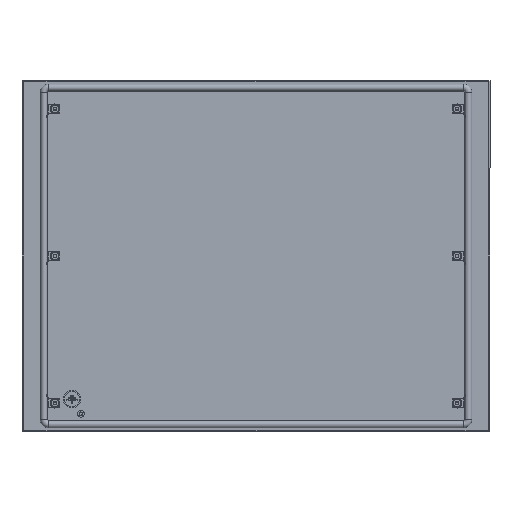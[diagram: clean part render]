
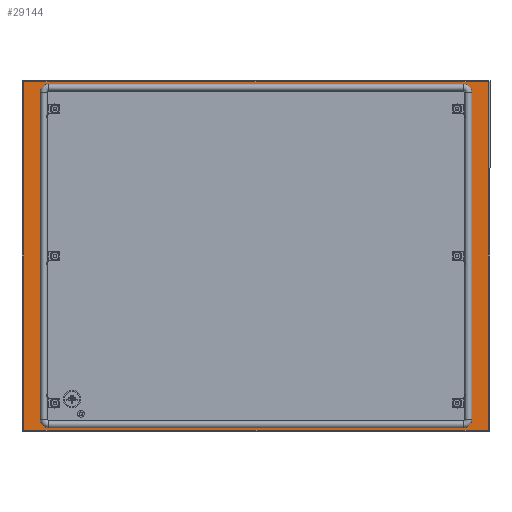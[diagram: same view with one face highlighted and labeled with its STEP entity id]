
A CAD part, left-side view. The second image highlights one B-rep face of the part: STEP entity #29144.
In plain terms, the highlighted planar face has unit normal (-1, 0, 0).
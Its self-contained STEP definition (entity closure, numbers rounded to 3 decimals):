
#125 = ORIENTED_EDGE ( 'NONE', *, *, #11204, .T. ) ;
#536 = EDGE_CURVE ( 'NONE', #2234, #4616, #14205, .T. ) ;
#1189 = ORIENTED_EDGE ( 'NONE', *, *, #7865, .T. ) ;
#1777 = LINE ( 'NONE', #12675, #24098 ) ;
#1910 = VECTOR ( 'NONE', #5344, 1000. ) ;
#2223 = CARTESIAN_POINT ( 'NONE',  ( -2., 352.5, 292. ) ) ;
#2234 = VERTEX_POINT ( 'NONE', #20671 ) ;
#2247 = EDGE_CURVE ( 'NONE', #27936, #6551, #12536, .T. ) ;
#2474 = DIRECTION ( 'NONE',  ( -1., 0., 0. ) ) ;
#2645 = CARTESIAN_POINT ( 'NONE',  ( -2., 0., 296. ) ) ;
#2807 = DIRECTION ( 'NONE',  ( 1., 0., 0. ) ) ;
#3277 = CARTESIAN_POINT ( 'NONE',  ( -2., -352.5, 278. ) ) ;
#3411 = CARTESIAN_POINT ( 'NONE',  ( -2., 0., 0. ) ) ;
#3932 = ORIENTED_EDGE ( 'NONE', *, *, #18625, .T. ) ;
#4315 = EDGE_CURVE ( 'NONE', #13299, #28807, #27565, .T. ) ;
#4599 = VERTEX_POINT ( 'NONE', #27632 ) ;
#4616 = VERTEX_POINT ( 'NONE', #20876 ) ;
#5206 = DIRECTION ( 'NONE',  ( -1., 0., 0. ) ) ;
#5336 = EDGE_CURVE ( 'NONE', #4599, #10739, #22939, .T. ) ;
#5344 = DIRECTION ( 'NONE',  ( 0., 1., 0. ) ) ;
#5709 = CARTESIAN_POINT ( 'NONE',  ( -2., -395.5, 296. ) ) ;
#5771 = VECTOR ( 'NONE', #8691, 1000. ) ;
#6250 = DIRECTION ( 'NONE',  ( 0., 0., -1. ) ) ;
#6353 = DIRECTION ( 'NONE',  ( 0., 1., 0. ) ) ;
#6525 = CIRCLE ( 'NONE', #29142, 14. ) ;
#6551 = VERTEX_POINT ( 'NONE', #2223 ) ;
#6753 = CARTESIAN_POINT ( 'NONE',  ( -2., 352.5, 278. ) ) ;
#6776 = CARTESIAN_POINT ( 'NONE',  ( -2., 0., -296. ) ) ;
#6823 = ORIENTED_EDGE ( 'NONE', *, *, #11253, .T. ) ;
#7080 = AXIS2_PLACEMENT_3D ( 'NONE', #6753, #2474, #25029 ) ;
#7865 = EDGE_CURVE ( 'NONE', #4616, #21420, #6525, .T. ) ;
#8268 = VERTEX_POINT ( 'NONE', #12431 ) ;
#8691 = DIRECTION ( 'NONE',  ( 0., -1., 0. ) ) ;
#8828 = LINE ( 'NONE', #6776, #5771 ) ;
#9170 = CARTESIAN_POINT ( 'NONE',  ( -2., -352.5, 292. ) ) ;
#9595 = PLANE ( 'NONE',  #20811 ) ;
#9599 = VERTEX_POINT ( 'NONE', #26622 ) ;
#10168 = DIRECTION ( 'NONE',  ( 0., 0., 1. ) ) ;
#10366 = LINE ( 'NONE', #19375, #14656 ) ;
#10435 = DIRECTION ( 'NONE',  ( 1., 0., 0. ) ) ;
#10468 = EDGE_CURVE ( 'NONE', #6551, #12899, #21205, .T. ) ;
#10739 = VERTEX_POINT ( 'NONE', #22354 ) ;
#11204 = EDGE_CURVE ( 'NONE', #28807, #8268, #10366, .T. ) ;
#11253 = EDGE_CURVE ( 'NONE', #21420, #4599, #1777, .T. ) ;
#11799 = DIRECTION ( 'NONE',  ( 0., 1., 0. ) ) ;
#12296 = VECTOR ( 'NONE', #26954, 1000. ) ;
#12431 = CARTESIAN_POINT ( 'NONE',  ( -2., 395.5, -296. ) ) ;
#12512 = ORIENTED_EDGE ( 'NONE', *, *, #2247, .F. ) ;
#12536 = LINE ( 'NONE', #16973, #1910 ) ;
#12675 = CARTESIAN_POINT ( 'NONE',  ( -2., -352.5, -292. ) ) ;
#12899 = VERTEX_POINT ( 'NONE', #26375 ) ;
#13299 = VERTEX_POINT ( 'NONE', #5709 ) ;
#13769 = CARTESIAN_POINT ( 'NONE',  ( -2., -366.5, 0. ) ) ;
#14205 = LINE ( 'NONE', #13769, #20818 ) ;
#14318 = EDGE_LOOP ( 'NONE', ( #17062, #26479, #1189, #6823, #27447, #21693, #24356, #12512 ) ) ;
#14656 = VECTOR ( 'NONE', #6250, 1000. ) ;
#15789 = EDGE_CURVE ( 'NONE', #8268, #9599, #8828, .T. ) ;
#16254 = EDGE_LOOP ( 'NONE', ( #3932, #28996, #125, #22990 ) ) ;
#16278 = DIRECTION ( 'NONE',  ( 0., 0., -1. ) ) ;
#16973 = CARTESIAN_POINT ( 'NONE',  ( -2., -352.5, 292. ) ) ;
#17062 = ORIENTED_EDGE ( 'NONE', *, *, #27581, .F. ) ;
#18143 = DIRECTION ( 'NONE',  ( 0., 1., 0. ) ) ;
#18625 = EDGE_CURVE ( 'NONE', #9599, #13299, #22080, .T. ) ;
#19375 = CARTESIAN_POINT ( 'NONE',  ( -2., 395.5, 0. ) ) ;
#19449 = DIRECTION ( 'NONE',  ( 0., -1., 0. ) ) ;
#20023 = CARTESIAN_POINT ( 'NONE',  ( -2., -395.5, 0. ) ) ;
#20211 = CARTESIAN_POINT ( 'NONE',  ( -2., 352.5, -278. ) ) ;
#20671 = CARTESIAN_POINT ( 'NONE',  ( -2., -366.5, 278. ) ) ;
#20811 = AXIS2_PLACEMENT_3D ( 'NONE', #3411, #2807, #11799 ) ;
#20818 = VECTOR ( 'NONE', #16278, 1000. ) ;
#20876 = CARTESIAN_POINT ( 'NONE',  ( -2., -366.5, -278. ) ) ;
#21205 = CIRCLE ( 'NONE', #7080, 14. ) ;
#21400 = CARTESIAN_POINT ( 'NONE',  ( -2., 366.5, -278. ) ) ;
#21420 = VERTEX_POINT ( 'NONE', #22399 ) ;
#21693 = ORIENTED_EDGE ( 'NONE', *, *, #26982, .T. ) ;
#21804 = CARTESIAN_POINT ( 'NONE',  ( -2., -352.5, -278. ) ) ;
#22080 = LINE ( 'NONE', #20023, #12296 ) ;
#22129 = DIRECTION ( 'NONE',  ( 1., 0., 0. ) ) ;
#22229 = LINE ( 'NONE', #21400, #27767 ) ;
#22354 = CARTESIAN_POINT ( 'NONE',  ( -2., 366.5, -278. ) ) ;
#22399 = CARTESIAN_POINT ( 'NONE',  ( -2., -352.5, -292. ) ) ;
#22432 = VECTOR ( 'NONE', #18143, 1000. ) ;
#22939 = CIRCLE ( 'NONE', #29076, 14. ) ;
#22990 = ORIENTED_EDGE ( 'NONE', *, *, #15789, .T. ) ;
#23203 = DIRECTION ( 'NONE',  ( 0., -1., 0. ) ) ;
#23313 = FACE_OUTER_BOUND ( 'NONE', #16254, .T. ) ;
#24027 = CIRCLE ( 'NONE', #24977, 14. ) ;
#24098 = VECTOR ( 'NONE', #6353, 1000. ) ;
#24356 = ORIENTED_EDGE ( 'NONE', *, *, #10468, .F. ) ;
#24977 = AXIS2_PLACEMENT_3D ( 'NONE', #3277, #5206, #23203 ) ;
#25029 = DIRECTION ( 'NONE',  ( 0., 0., 1. ) ) ;
#25368 = FACE_BOUND ( 'NONE', #14318, .T. ) ;
#25846 = CARTESIAN_POINT ( 'NONE',  ( -2., 395.5, 296. ) ) ;
#26375 = CARTESIAN_POINT ( 'NONE',  ( -2., 366.5, 278. ) ) ;
#26479 = ORIENTED_EDGE ( 'NONE', *, *, #536, .T. ) ;
#26622 = CARTESIAN_POINT ( 'NONE',  ( -2., -395.5, -296. ) ) ;
#26954 = DIRECTION ( 'NONE',  ( 0., 0., 1. ) ) ;
#26982 = EDGE_CURVE ( 'NONE', #10739, #12899, #22229, .T. ) ;
#27447 = ORIENTED_EDGE ( 'NONE', *, *, #5336, .T. ) ;
#27565 = LINE ( 'NONE', #2645, #22432 ) ;
#27581 = EDGE_CURVE ( 'NONE', #2234, #27936, #24027, .T. ) ;
#27632 = CARTESIAN_POINT ( 'NONE',  ( -2., 352.5, -292. ) ) ;
#27767 = VECTOR ( 'NONE', #10168, 1000. ) ;
#27936 = VERTEX_POINT ( 'NONE', #9170 ) ;
#28624 = DIRECTION ( 'NONE',  ( 0., 0., -1. ) ) ;
#28807 = VERTEX_POINT ( 'NONE', #25846 ) ;
#28996 = ORIENTED_EDGE ( 'NONE', *, *, #4315, .T. ) ;
#29076 = AXIS2_PLACEMENT_3D ( 'NONE', #20211, #22129, #28624 ) ;
#29142 = AXIS2_PLACEMENT_3D ( 'NONE', #21804, #10435, #19449 ) ;
#29144 = ADVANCED_FACE ( 'NONE', ( #23313, #25368 ), #9595, .F. ) ;
